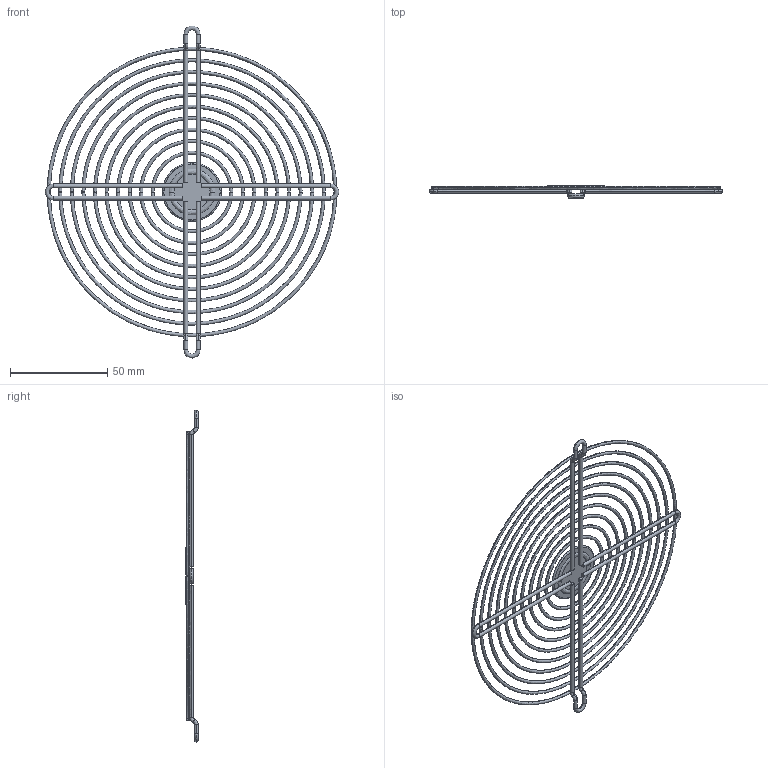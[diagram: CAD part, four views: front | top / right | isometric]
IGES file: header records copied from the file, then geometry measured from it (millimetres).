
Start section: SolidWorks IGES file using analytic representation for surfaces
Global section: file name: SC100-W18.IGS; native system: SolidWorks 2021; preprocessor: SolidWorks 2021; author: alec; date: 230404.163714; units: millimetre
Bounding box: 150.5 x 6.45 x 170.3 mm (x, y, z)
Surface area: 19288.4 mm2 (no closed solid volume)
Topology: 0 solids, 0 shells, 106 faces, 2477 edges, 2477 vertices
Faces by surface type: bspline 82, revolution 24
